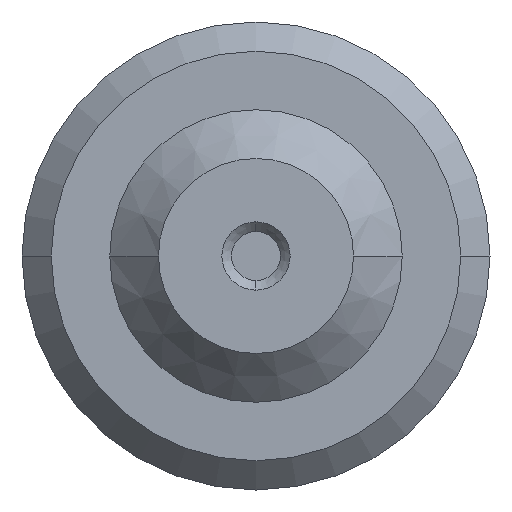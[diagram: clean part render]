
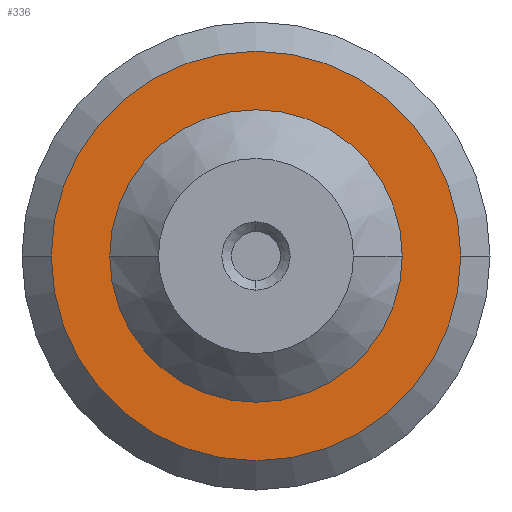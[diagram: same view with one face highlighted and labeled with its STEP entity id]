
A CAD part, left-side view. The second image highlights one B-rep face of the part: STEP entity #336.
In plain terms, the highlighted planar face has unit normal (-1, 0, 0).
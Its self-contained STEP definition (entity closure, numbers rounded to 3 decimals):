
#78=CARTESIAN_POINT('',(-6.,0.,0.));
#79=DIRECTION('',(-1.,0.,0.));
#80=DIRECTION('',(0.,1.,0.));
#81=AXIS2_PLACEMENT_3D('',#78,#79,#80);
#83=CARTESIAN_POINT('',(-6.,0.,0.));
#84=DIRECTION('',(-1.,0.,0.));
#85=DIRECTION('',(0.,-1.,0.));
#86=AXIS2_PLACEMENT_3D('',#83,#84,#85);
#97=CARTESIAN_POINT('',(-6.,0.,0.));
#98=DIRECTION('',(-1.,0.,0.));
#99=DIRECTION('',(0.,1.,0.));
#100=AXIS2_PLACEMENT_3D('',#97,#98,#99);
#139=CARTESIAN_POINT('',(-6.,0.,0.));
#140=DIRECTION('',(1.,0.,0.));
#141=DIRECTION('',(0.,1.,0.));
#142=AXIS2_PLACEMENT_3D('',#139,#140,#141);
#196=CARTESIAN_POINT('',(-6.,1.5,0.));
#197=CARTESIAN_POINT('',(-6.,-1.5,0.));
#198=VERTEX_POINT('',#196);
#199=VERTEX_POINT('',#197);
#208=CARTESIAN_POINT('',(-6.,2.1,0.));
#209=CARTESIAN_POINT('',(-6.,-2.1,0.));
#210=VERTEX_POINT('',#208);
#211=VERTEX_POINT('',#209);
#320=CARTESIAN_POINT('',(-6.,0.,0.));
#321=DIRECTION('',(1.,0.,0.));
#322=DIRECTION('',(0.,-1.,0.));
#323=AXIS2_PLACEMENT_3D('',#320,#321,#322);
#324=PLANE('',#323);
#325=ORIENTED_EDGE('',*,*,#310,.F.);
#327=ORIENTED_EDGE('',*,*,#326,.F.);
#328=EDGE_LOOP('',(#325,#327));
#329=FACE_OUTER_BOUND('',#328,.F.);
#331=ORIENTED_EDGE('',*,*,#330,.T.);
#333=ORIENTED_EDGE('',*,*,#332,.F.);
#334=EDGE_LOOP('',(#331,#333));
#335=FACE_BOUND('',#334,.F.);
#82=CIRCLE('',#81,2.1);
#87=CIRCLE('',#86,2.1);
#101=CIRCLE('',#100,1.5);
#143=CIRCLE('',#142,1.5);
#310=EDGE_CURVE('',#210,#211,#82,.T.);
#326=EDGE_CURVE('',#211,#210,#87,.T.);
#330=EDGE_CURVE('',#198,#199,#101,.T.);
#332=EDGE_CURVE('',#198,#199,#143,.T.);
#336=ADVANCED_FACE('',(#329,#335),#324,.F.);
